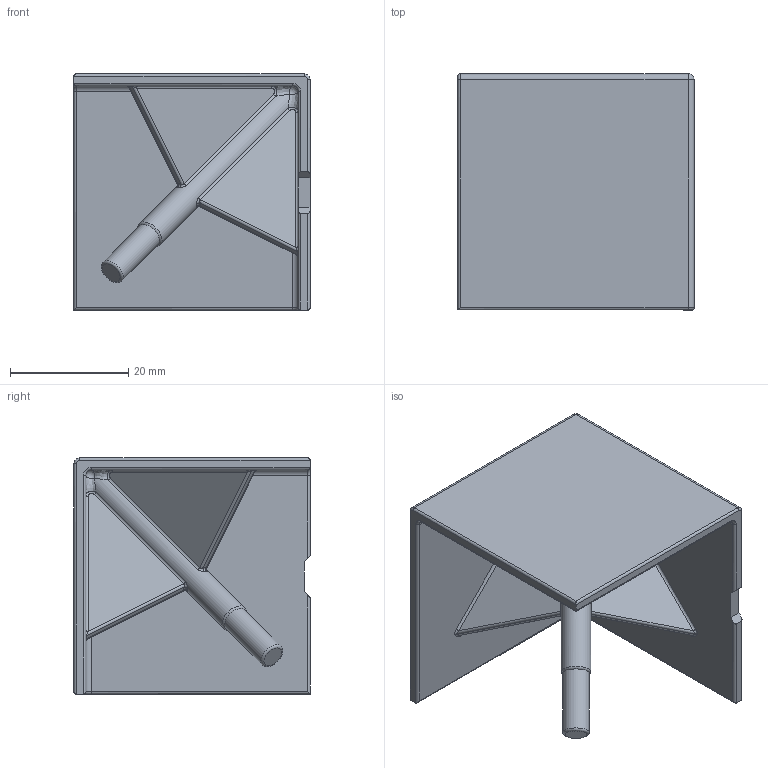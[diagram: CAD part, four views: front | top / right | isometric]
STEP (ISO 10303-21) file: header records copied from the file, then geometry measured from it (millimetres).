
FILE_DESCRIPTION((''),'2;1');
FILE_NAME('AR3352.stp','2021-08-06T13:03:07',('arma01'),(''),'Autodesk Inventor 2013','Autodesk Inventor 2013','');
FILE_SCHEMA(('AUTOMOTIVE_DESIGN { 1 0 10303 214 1 1 1 1 }'));
Length unit declared in the file: millimetre
Products named in the file (1): AR3352
Bounding box: 40 x 40 x 40 mm (x, y, z)
Volume: 11491.9 mm3; surface area: 11731.3 mm2
Topology: 1 solids, 1 shells, 105 faces, 243 edges, 139 vertices
Faces by surface type: cylinder 43, bspline 24, plane 23, torus 11, sphere 4
Full cylindrical faces by diameter (mm): 4.5 x1, 5 x1
Entity records: 3737 total; most frequent: CARTESIAN_POINT 1419, DIRECTION 491, ORIENTED_EDGE 470, EDGE_CURVE 235, AXIS2_PLACEMENT_3D 198, VERTEX_POINT 136, EDGE_LOOP 109, FACE_OUTER_BOUND 105
